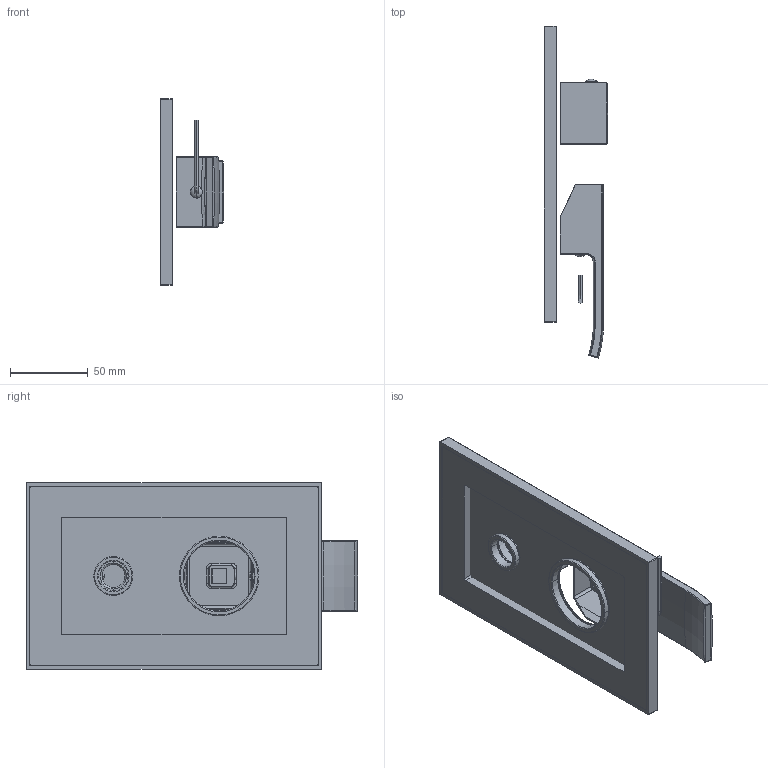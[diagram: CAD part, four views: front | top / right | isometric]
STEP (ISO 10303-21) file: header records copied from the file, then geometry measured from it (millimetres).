
FILE_DESCRIPTION((''),'2;1');
FILE_NAME('EL018CREST_ASM','2021-01-28T16:29:48',('stefano.gianpani'),('PAFFONI SpA'),'CREO PARAMETRIC BY PTC INC, 2020044','CREO PARAMETRIC BY PTC INC, 2020044','');
FILE_SCHEMA(('CONFIG_CONTROL_DESIGN','SHAPE_APPEARANCE_LAYERS_GROUPS'));
Length unit declared in the file: millimetre
Products named in the file (13): 4061171CR; 592305006A2I; TCF0691105CRRB; CHBR25; 8001114_ASM; 4061169CR_AF2; 2091320; 2091319; 2091341; 2042488GR; 2041560GR; 2091105CRN; EL018CREST_ASM
Assembly tree (12 placements, depth 3):
  EL018CREST_ASM
    4061171CR
    8001114_ASM
      592305006A2I
      TCF0691105CRRB
      CHBR25
    4061169CR_AF2
    2091320
    2091319
    2091341
    2042488GR
    2041560GR
    2091105CRN
Bounding box: 40.49 x 213.06 x 120 mm (x, y, z)
Volume: 185454.5 mm3; surface area: 119126.7 mm2
Topology: 11 solids, 15 shells, 343 faces, 790 edges, 486 vertices
Faces by surface type: cylinder 128, plane 127, torus 31, cone 26, sphere 18, bspline 13
Entity records: 13470 total; most frequent: CARTESIAN_POINT 2827, DIRECTION 1771, ORIENTED_EDGE 1550, PRESENTATION_STYLE_ASSIGNMENT 799, STYLED_ITEM 799, CURVE_STYLE 784, EDGE_CURVE 784, AXIS2_PLACEMENT_3D 693
